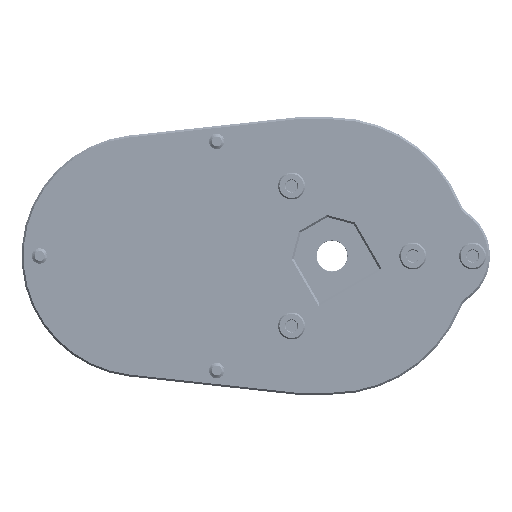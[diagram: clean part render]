
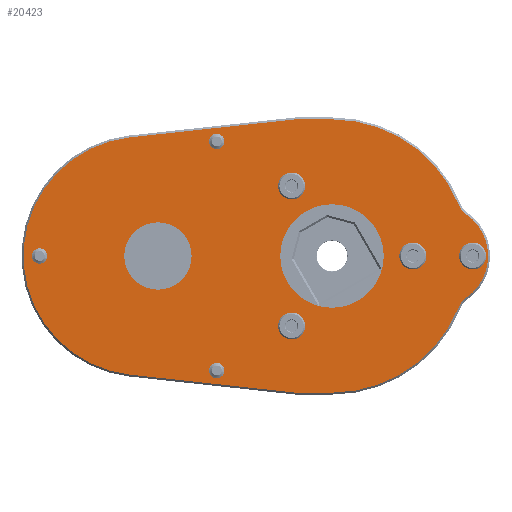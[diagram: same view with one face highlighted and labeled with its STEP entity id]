
A CAD part, front view. The second image highlights one B-rep face of the part: STEP entity #20423.
In plain terms, the highlighted planar face has unit normal (0, -1, 0).
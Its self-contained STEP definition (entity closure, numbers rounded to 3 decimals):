
#1189=FACE_BOUND('',#4921,.T.);
#1190=FACE_BOUND('',#4922,.T.);
#1191=FACE_BOUND('',#4923,.T.);
#1192=FACE_BOUND('',#4924,.T.);
#1193=FACE_BOUND('',#4925,.T.);
#1194=FACE_BOUND('',#4926,.T.);
#1195=FACE_BOUND('',#4927,.T.);
#1196=FACE_BOUND('',#4928,.T.);
#1197=FACE_BOUND('',#4929,.T.);
#2166=CIRCLE('',#21802,31.);
#2169=CIRCLE('',#21807,35.5);
#2171=CIRCLE('',#21810,5.5);
#2172=CIRCLE('',#21812,13.183);
#2175=CIRCLE('',#21816,5.5);
#2177=CIRCLE('',#21819,35.5);
#2180=CIRCLE('',#21829,13.45);
#2181=CIRCLE('',#21830,2.);
#2182=CIRCLE('',#21831,2.);
#2183=CIRCLE('',#21832,2.);
#2184=CIRCLE('',#21833,8.75);
#2185=CIRCLE('',#21834,2.);
#2186=CIRCLE('',#21835,2.);
#2187=CIRCLE('',#21836,2.);
#2188=CIRCLE('',#21837,2.);
#3720=FACE_OUTER_BOUND('',#4920,.T.);
#4920=EDGE_LOOP('',(#13964,#13965,#13966,#13967,#13968,#13969,#13970,#13971,
#13972,#13973));
#4921=EDGE_LOOP('',(#13974));
#4922=EDGE_LOOP('',(#13975));
#4923=EDGE_LOOP('',(#13976));
#4924=EDGE_LOOP('',(#13977));
#4925=EDGE_LOOP('',(#13978));
#4926=EDGE_LOOP('',(#13979));
#4927=EDGE_LOOP('',(#13980));
#4928=EDGE_LOOP('',(#13981));
#4929=EDGE_LOOP('',(#13982));
#6201=LINE('',#31067,#7198);
#6205=LINE('',#31076,#7202);
#6208=LINE('',#31085,#7205);
#6215=LINE('',#31118,#7212);
#7198=VECTOR('',#24708,10.);
#7202=VECTOR('',#24714,10.);
#7205=VECTOR('',#24725,10.);
#7212=VECTOR('',#24764,10.);
#8202=VERTEX_POINT('',#31064);
#8203=VERTEX_POINT('',#31066);
#8206=VERTEX_POINT('',#31073);
#8207=VERTEX_POINT('',#31075);
#8209=VERTEX_POINT('',#31080);
#8211=VERTEX_POINT('',#31090);
#8213=VERTEX_POINT('',#31096);
#8215=VERTEX_POINT('',#31101);
#8217=VERTEX_POINT('',#31108);
#8219=VERTEX_POINT('',#31114);
#8226=VERTEX_POINT('',#31143);
#8227=VERTEX_POINT('',#31145);
#8228=VERTEX_POINT('',#31147);
#8229=VERTEX_POINT('',#31149);
#8230=VERTEX_POINT('',#31151);
#8231=VERTEX_POINT('',#31153);
#8232=VERTEX_POINT('',#31155);
#8233=VERTEX_POINT('',#31157);
#8234=VERTEX_POINT('',#31159);
#10452=EDGE_CURVE('',#8202,#8203,#6201,.T.);
#10456=EDGE_CURVE('',#8206,#8207,#6205,.T.);
#10459=EDGE_CURVE('',#8209,#8206,#2166,.T.);
#10461=EDGE_CURVE('',#8203,#8209,#6208,.T.);
#10465=EDGE_CURVE('',#8211,#8202,#2169,.T.);
#10468=EDGE_CURVE('',#8213,#8211,#2171,.T.);
#10470=EDGE_CURVE('',#8215,#8213,#2172,.T.);
#10474=EDGE_CURVE('',#8217,#8215,#2175,.T.);
#10477=EDGE_CURVE('',#8219,#8217,#2177,.T.);
#10478=EDGE_CURVE('',#8207,#8219,#6215,.T.);
#10491=EDGE_CURVE('',#8226,#8226,#2180,.T.);
#10492=EDGE_CURVE('',#8227,#8227,#2181,.T.);
#10493=EDGE_CURVE('',#8228,#8228,#2182,.T.);
#10494=EDGE_CURVE('',#8229,#8229,#2183,.T.);
#10495=EDGE_CURVE('',#8230,#8230,#2184,.T.);
#10496=EDGE_CURVE('',#8231,#8231,#2185,.T.);
#10497=EDGE_CURVE('',#8232,#8232,#2186,.T.);
#10498=EDGE_CURVE('',#8233,#8233,#2187,.T.);
#10499=EDGE_CURVE('',#8234,#8234,#2188,.T.);
#13964=ORIENTED_EDGE('',*,*,#10456,.F.);
#13965=ORIENTED_EDGE('',*,*,#10459,.F.);
#13966=ORIENTED_EDGE('',*,*,#10461,.F.);
#13967=ORIENTED_EDGE('',*,*,#10452,.F.);
#13968=ORIENTED_EDGE('',*,*,#10465,.F.);
#13969=ORIENTED_EDGE('',*,*,#10468,.F.);
#13970=ORIENTED_EDGE('',*,*,#10470,.F.);
#13971=ORIENTED_EDGE('',*,*,#10474,.F.);
#13972=ORIENTED_EDGE('',*,*,#10477,.F.);
#13973=ORIENTED_EDGE('',*,*,#10478,.F.);
#13974=ORIENTED_EDGE('',*,*,#10491,.T.);
#13975=ORIENTED_EDGE('',*,*,#10492,.T.);
#13976=ORIENTED_EDGE('',*,*,#10493,.T.);
#13977=ORIENTED_EDGE('',*,*,#10494,.T.);
#13978=ORIENTED_EDGE('',*,*,#10495,.T.);
#13979=ORIENTED_EDGE('',*,*,#10496,.T.);
#13980=ORIENTED_EDGE('',*,*,#10497,.T.);
#13981=ORIENTED_EDGE('',*,*,#10498,.T.);
#13982=ORIENTED_EDGE('',*,*,#10499,.T.);
#20276=PLANE('',#21828);
#20423=ADVANCED_FACE('',(#3720,#1189,#1190,#1191,#1192,#1193,#1194,#1195,
#1196,#1197),#20276,.F.);
#21802=AXIS2_PLACEMENT_3D('',#31082,#24719,#24720);
#21807=AXIS2_PLACEMENT_3D('',#31092,#24732,#24733);
#21810=AXIS2_PLACEMENT_3D('',#31098,#24739,#24740);
#21812=AXIS2_PLACEMENT_3D('',#31103,#24744,#24745);
#21816=AXIS2_PLACEMENT_3D('',#31110,#24753,#24754);
#21819=AXIS2_PLACEMENT_3D('',#31116,#24760,#24761);
#21828=AXIS2_PLACEMENT_3D('',#31142,#24789,#24790);
#21829=AXIS2_PLACEMENT_3D('',#31144,#24791,#24792);
#21830=AXIS2_PLACEMENT_3D('',#31146,#24793,#24794);
#21831=AXIS2_PLACEMENT_3D('',#31148,#24795,#24796);
#21832=AXIS2_PLACEMENT_3D('',#31150,#24797,#24798);
#21833=AXIS2_PLACEMENT_3D('',#31152,#24799,#24800);
#21834=AXIS2_PLACEMENT_3D('',#31154,#24801,#24802);
#21835=AXIS2_PLACEMENT_3D('',#31156,#24803,#24804);
#21836=AXIS2_PLACEMENT_3D('',#31158,#24805,#24806);
#21837=AXIS2_PLACEMENT_3D('',#31160,#24807,#24808);
#24708=DIRECTION('',(-1.,0.,0.));
#24714=DIRECTION('',(0.994,0.,0.108));
#24719=DIRECTION('center_axis',(0.,1.,0.));
#24720=DIRECTION('ref_axis',(-0.108,0.,0.994));
#24725=DIRECTION('',(-0.994,0.,0.108));
#24732=DIRECTION('center_axis',(0.,1.,0.));
#24733=DIRECTION('ref_axis',(0.,0.,-1.));
#24739=DIRECTION('center_axis',(0.,-1.,0.));
#24740=DIRECTION('ref_axis',(-0.781,0.,0.624));
#24744=DIRECTION('center_axis',(0.,1.,0.));
#24745=DIRECTION('ref_axis',(0.48,0.,-0.877));
#24753=DIRECTION('center_axis',(0.,-1.,0.));
#24754=DIRECTION('ref_axis',(-0.781,0.,-0.624));
#24760=DIRECTION('center_axis',(0.,1.,0.));
#24761=DIRECTION('ref_axis',(0.,0.,1.));
#24764=DIRECTION('',(1.,0.,0.));
#24789=DIRECTION('center_axis',(0.,1.,0.));
#24790=DIRECTION('ref_axis',(0.,0.,1.));
#24791=DIRECTION('center_axis',(0.,1.,0.));
#24792=DIRECTION('ref_axis',(0.,0.,1.));
#24793=DIRECTION('center_axis',(0.,1.,0.));
#24794=DIRECTION('ref_axis',(-1.,0.,0.));
#24795=DIRECTION('center_axis',(0.,1.,0.));
#24796=DIRECTION('ref_axis',(-1.,0.,0.));
#24797=DIRECTION('center_axis',(0.,1.,0.));
#24798=DIRECTION('ref_axis',(-1.,0.,0.));
#24799=DIRECTION('center_axis',(0.,1.,0.));
#24800=DIRECTION('ref_axis',(1.,0.,0.));
#24801=DIRECTION('center_axis',(0.,1.,0.));
#24802=DIRECTION('ref_axis',(1.,0.,0.));
#24803=DIRECTION('center_axis',(0.,1.,0.));
#24804=DIRECTION('ref_axis',(1.,0.,0.));
#24805=DIRECTION('center_axis',(0.,1.,0.));
#24806=DIRECTION('ref_axis',(1.,0.,0.));
#24807=DIRECTION('center_axis',(0.,1.,0.));
#24808=DIRECTION('ref_axis',(1.,0.,0.));
#31064=CARTESIAN_POINT('',(0.,-7.,-35.5));
#31066=CARTESIAN_POINT('',(-9.473,-7.,-35.5));
#31067=CARTESIAN_POINT('',(-29.75,-7.,-35.5));
#31073=CARTESIAN_POINT('',(-52.503,-7.,30.818));
#31075=CARTESIAN_POINT('',(-9.473,-7.,35.5));
#31076=CARTESIAN_POINT('',(-52.923,-7.,30.772));
#31080=CARTESIAN_POINT('',(-52.503,-7.,-30.818));
#31082=CARTESIAN_POINT('Origin',(-49.15,-7.,0.));
#31085=CARTESIAN_POINT('',(-31.395,-7.,-33.115));
#31090=CARTESIAN_POINT('',(32.918,-7.,-13.29));
#31092=CARTESIAN_POINT('Origin',(0.,-7.,0.));
#31096=CARTESIAN_POINT('',(34.883,-7.,-10.83));
#31098=CARTESIAN_POINT('Origin',(38.018,-7.,-15.349));
#31101=CARTESIAN_POINT('',(34.883,-7.,10.83));
#31103=CARTESIAN_POINT('Origin',(27.367,-7.,0.));
#31108=CARTESIAN_POINT('',(32.918,-7.,13.29));
#31110=CARTESIAN_POINT('Origin',(38.018,-7.,15.349));
#31114=CARTESIAN_POINT('',(0.,-7.,35.5));
#31116=CARTESIAN_POINT('Origin',(0.,-7.,0.));
#31118=CARTESIAN_POINT('',(-25.,-7.,35.5));
#31142=CARTESIAN_POINT('Origin',(-50.,-7.,0.));
#31143=CARTESIAN_POINT('',(0.,-7.,-13.45));
#31144=CARTESIAN_POINT('Origin',(0.,-7.,0.));
#31145=CARTESIAN_POINT('',(23.,-7.,0.));
#31146=CARTESIAN_POINT('Origin',(21.,-7.,0.));
#31147=CARTESIAN_POINT('',(-8.5,-7.,-18.187));
#31148=CARTESIAN_POINT('Origin',(-10.5,-7.,-18.187));
#31149=CARTESIAN_POINT('',(-8.5,-7.,18.187));
#31150=CARTESIAN_POINT('Origin',(-10.5,-7.,18.187));
#31151=CARTESIAN_POINT('',(-53.975,-7.,0.));
#31152=CARTESIAN_POINT('Origin',(-45.225,-7.,0.));
#31153=CARTESIAN_POINT('',(34.55,-7.,0.));
#31154=CARTESIAN_POINT('Origin',(36.55,-7.,0.));
#31155=CARTESIAN_POINT('',(-31.962,-7.,29.75));
#31156=CARTESIAN_POINT('Origin',(-29.962,-7.,29.75));
#31157=CARTESIAN_POINT('',(-31.962,-7.,-29.75));
#31158=CARTESIAN_POINT('Origin',(-29.962,-7.,-29.75));
#31159=CARTESIAN_POINT('',(-77.95,-7.,0.));
#31160=CARTESIAN_POINT('Origin',(-75.95,-7.,0.));
